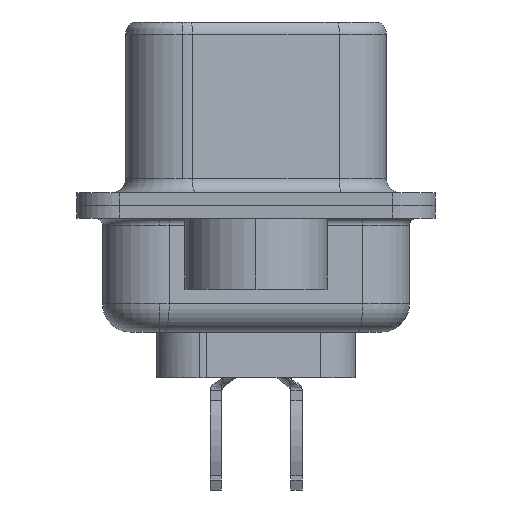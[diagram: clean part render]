
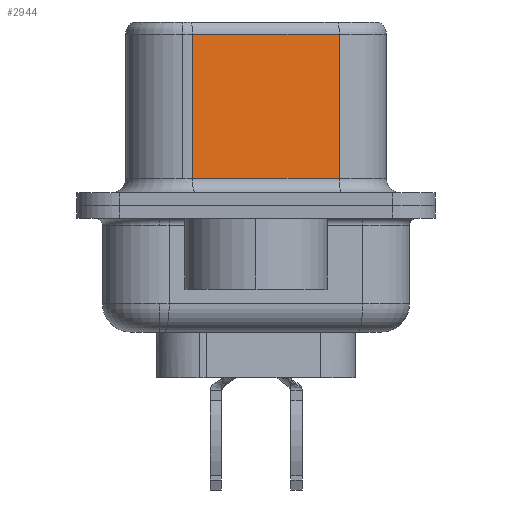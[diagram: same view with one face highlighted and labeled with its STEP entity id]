
A CAD part, left-side view. The second image highlights one B-rep face of the part: STEP entity #2944.
In plain terms, the highlighted planar face has unit normal (-0.985, -0.174, 0).
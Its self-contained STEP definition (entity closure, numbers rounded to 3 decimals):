
#47 = CARTESIAN_POINT ( 'NONE',  ( 4.575, -2.927, 6.52 ) ) ;
#219 = FACE_OUTER_BOUND ( 'NONE', #13120, .T. ) ;
#293 = PLANE ( 'NONE',  #4741 ) ;
#468 = EDGE_CURVE ( 'NONE', #6833, #9536, #7253, .T. ) ;
#500 = CARTESIAN_POINT ( 'NONE',  ( 3.665, 2.233, 0.95 ) ) ;
#1242 = VECTOR ( 'NONE', #14226, 1000. ) ;
#1561 = VECTOR ( 'NONE', #2754, 1000. ) ;
#1886 = CARTESIAN_POINT ( 'NONE',  ( 4.575, -2.927, 0.95 ) ) ;
#1914 = CARTESIAN_POINT ( 'NONE',  ( 3.665, 2.233, 6.02 ) ) ;
#2599 = ORIENTED_EDGE ( 'NONE', *, *, #10690, .T. ) ;
#2754 = DIRECTION ( 'NONE',  ( -0.174, 0.985, 0. ) ) ;
#2826 = CARTESIAN_POINT ( 'NONE',  ( 4.575, -2.927, 6.02 ) ) ;
#2944 = ADVANCED_FACE ( 'NONE', ( #219 ), #293, .F. ) ;
#4509 = VECTOR ( 'NONE', #14146, 1000. ) ;
#4741 = AXIS2_PLACEMENT_3D ( 'NONE', #47, #7872, #11725 ) ;
#5040 = VERTEX_POINT ( 'NONE', #9892 ) ;
#6512 = LINE ( 'NONE', #7641, #1242 ) ;
#6627 = EDGE_CURVE ( 'NONE', #5040, #9536, #12599, .T. ) ;
#6833 = VERTEX_POINT ( 'NONE', #500 ) ;
#7253 = LINE ( 'NONE', #10946, #14042 ) ;
#7641 = CARTESIAN_POINT ( 'NONE',  ( 3.665, 2.233, 6.52 ) ) ;
#7872 = DIRECTION ( 'NONE',  ( 0.985, 0.174, 0. ) ) ;
#8663 = EDGE_CURVE ( 'NONE', #11629, #6833, #6512, .T. ) ;
#9536 = VERTEX_POINT ( 'NONE', #1886 ) ;
#9892 = CARTESIAN_POINT ( 'NONE',  ( 4.575, -2.927, 6.02 ) ) ;
#10687 = ORIENTED_EDGE ( 'NONE', *, *, #8663, .T. ) ;
#10690 = EDGE_CURVE ( 'NONE', #5040, #11629, #13127, .T. ) ;
#10946 = CARTESIAN_POINT ( 'NONE',  ( 4.575, -2.927, 0.95 ) ) ;
#11158 = CARTESIAN_POINT ( 'NONE',  ( 4.575, -2.927, 6.52 ) ) ;
#11629 = VERTEX_POINT ( 'NONE', #1914 ) ;
#11725 = DIRECTION ( 'NONE',  ( -0.174, 0.985, 0. ) ) ;
#12599 = LINE ( 'NONE', #11158, #4509 ) ;
#12908 = ORIENTED_EDGE ( 'NONE', *, *, #468, .T. ) ;
#13120 = EDGE_LOOP ( 'NONE', ( #14388, #2599, #10687, #12908 ) ) ;
#13127 = LINE ( 'NONE', #2826, #1561 ) ;
#14042 = VECTOR ( 'NONE', #15125, 1000. ) ;
#14146 = DIRECTION ( 'NONE',  ( 0., 0., -1. ) ) ;
#14226 = DIRECTION ( 'NONE',  ( 0., 0., -1. ) ) ;
#14388 = ORIENTED_EDGE ( 'NONE', *, *, #6627, .F. ) ;
#15125 = DIRECTION ( 'NONE',  ( 0.174, -0.985, 0. ) ) ;
